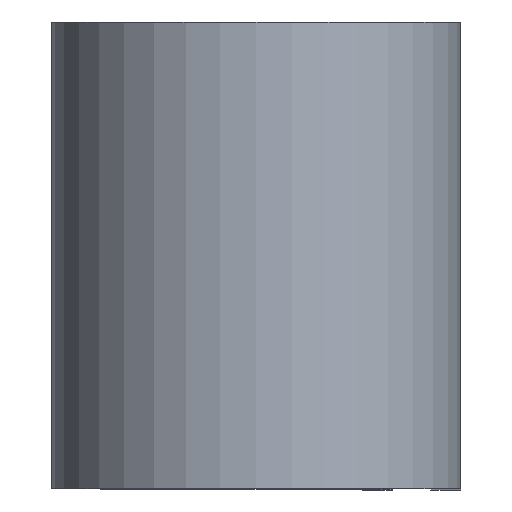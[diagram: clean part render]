
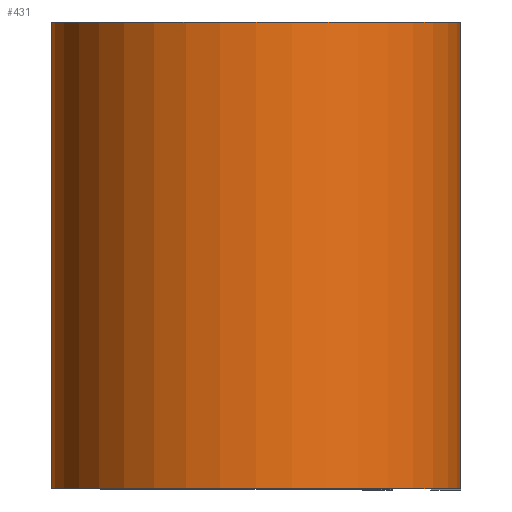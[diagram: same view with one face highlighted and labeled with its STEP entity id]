
A CAD part, top view. The second image highlights one B-rep face of the part: STEP entity #431.
In plain terms, the highlighted cylindrical face has radius 8.357 mm (diameter 16.713 mm), a partial arc.
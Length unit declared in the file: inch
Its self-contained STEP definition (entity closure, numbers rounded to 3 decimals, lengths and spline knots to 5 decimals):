
#5 = AXIS2_PLACEMENT_3D ( 'NONE', #395, #65, #454 ) ;
#14 = CARTESIAN_POINT ( 'NONE',  ( 0.329, 0.375, 0. ) ) ;
#18 = DIRECTION ( 'NONE',  ( 0., -1., 0. ) ) ;
#58 = EDGE_CURVE ( 'NONE', #703, #519, #92, .T. ) ;
#63 = EDGE_CURVE ( 'NONE', #518, #519, #211, .T. ) ;
#65 = DIRECTION ( 'NONE',  ( 0., 1., 0. ) ) ;
#92 = LINE ( 'NONE', #14, #368 ) ;
#134 = DIRECTION ( 'NONE',  ( 0., 0., -1. ) ) ;
#150 = DIRECTION ( 'NONE',  ( 0., -1., 0. ) ) ;
#169 = LINE ( 'NONE', #481, #644 ) ;
#183 = DIRECTION ( 'NONE',  ( 0., 1., 0. ) ) ;
#193 = ORIENTED_EDGE ( 'NONE', *, *, #63, .T. ) ;
#211 = CIRCLE ( 'NONE', #5, 0.329 ) ;
#219 = FACE_OUTER_BOUND ( 'NONE', #424, .T. ) ;
#259 = CARTESIAN_POINT ( 'NONE',  ( 0., 0.375, -0.329 ) ) ;
#368 = VECTOR ( 'NONE', #450, 39.37008 ) ;
#395 = CARTESIAN_POINT ( 'NONE',  ( 0., -0.375, 0. ) ) ;
#396 = CIRCLE ( 'NONE', #662, 0.329 ) ;
#409 = EDGE_CURVE ( 'NONE', #642, #703, #396, .T. ) ;
#416 = CARTESIAN_POINT ( 'NONE',  ( 0.329, 0.375, 0. ) ) ;
#424 = EDGE_LOOP ( 'NONE', ( #193, #632, #495, #571 ) ) ;
#431 = ADVANCED_FACE ( 'NONE', ( #219 ), #452, .T. ) ;
#450 = DIRECTION ( 'NONE',  ( 0., -1., 0. ) ) ;
#452 = CYLINDRICAL_SURFACE ( 'NONE', #536, 0.329 ) ;
#454 = DIRECTION ( 'NONE',  ( 1., 0., 0. ) ) ;
#472 = CARTESIAN_POINT ( 'NONE',  ( 0.329, -0.375, 0. ) ) ;
#481 = CARTESIAN_POINT ( 'NONE',  ( 0., 0.375, -0.329 ) ) ;
#495 = ORIENTED_EDGE ( 'NONE', *, *, #409, .F. ) ;
#518 = VERTEX_POINT ( 'NONE', #666 ) ;
#519 = VERTEX_POINT ( 'NONE', #472 ) ;
#533 = CARTESIAN_POINT ( 'NONE',  ( 0., 0.375, 0. ) ) ;
#536 = AXIS2_PLACEMENT_3D ( 'NONE', #658, #18, #134 ) ;
#571 = ORIENTED_EDGE ( 'NONE', *, *, #639, .T. ) ;
#605 = DIRECTION ( 'NONE',  ( 1., 0., 0. ) ) ;
#632 = ORIENTED_EDGE ( 'NONE', *, *, #58, .F. ) ;
#639 = EDGE_CURVE ( 'NONE', #642, #518, #169, .T. ) ;
#642 = VERTEX_POINT ( 'NONE', #259 ) ;
#644 = VECTOR ( 'NONE', #150, 39.37008 ) ;
#658 = CARTESIAN_POINT ( 'NONE',  ( 0., 0.375, 0. ) ) ;
#662 = AXIS2_PLACEMENT_3D ( 'NONE', #533, #183, #605 ) ;
#666 = CARTESIAN_POINT ( 'NONE',  ( 0., -0.375, -0.329 ) ) ;
#703 = VERTEX_POINT ( 'NONE', #416 ) ;
